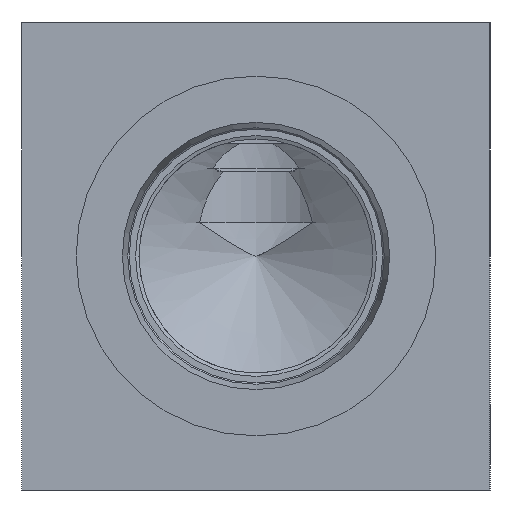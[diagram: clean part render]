
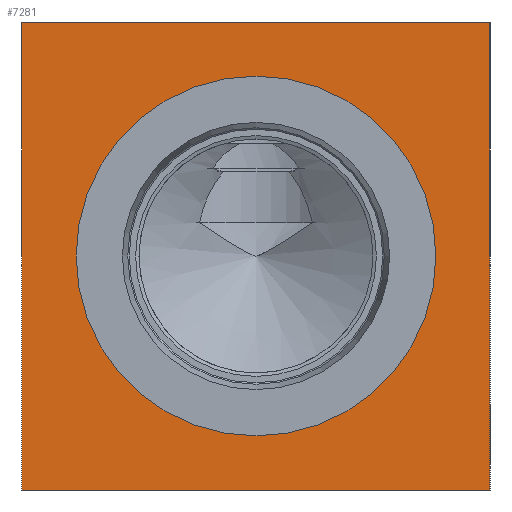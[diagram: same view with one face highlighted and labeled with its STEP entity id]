
A CAD part, left-side view. The second image highlights one B-rep face of the part: STEP entity #7281.
In plain terms, the highlighted planar face has unit normal (-1, 0, 0).
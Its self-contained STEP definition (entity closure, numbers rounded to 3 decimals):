
#151=CIRCLE('',#7640,29.286);
#152=CIRCLE('',#7641,29.286);
#199=FACE_BOUND('',#1312,.T.);
#905=FACE_OUTER_BOUND('',#1311,.T.);
#1311=EDGE_LOOP('',(#6370,#6371,#6372,#6373));
#1312=EDGE_LOOP('',(#6374,#6375));
#1579=LINE('',#11198,#2261);
#1999=LINE('',#12696,#2681);
#2000=LINE('',#12697,#2682);
#2001=LINE('',#12698,#2683);
#2261=VECTOR('',#8042,10.);
#2681=VECTOR('',#9044,10.);
#2682=VECTOR('',#9045,10.);
#2683=VECTOR('',#9046,10.);
#2983=VERTEX_POINT('',#11191);
#2986=VERTEX_POINT('',#11196);
#3352=VERTEX_POINT('',#12665);
#3353=VERTEX_POINT('',#12666);
#3362=VERTEX_POINT('',#12694);
#3363=VERTEX_POINT('',#12695);
#3810=EDGE_CURVE('',#2986,#2983,#1579,.T.);
#4357=EDGE_CURVE('',#3352,#3353,#151,.T.);
#4358=EDGE_CURVE('',#3353,#3352,#152,.T.);
#4371=EDGE_CURVE('',#3362,#3363,#1999,.T.);
#4372=EDGE_CURVE('',#3363,#2983,#2000,.T.);
#4373=EDGE_CURVE('',#3362,#2986,#2001,.T.);
#6370=ORIENTED_EDGE('',*,*,#4371,.T.);
#6371=ORIENTED_EDGE('',*,*,#4372,.T.);
#6372=ORIENTED_EDGE('',*,*,#3810,.F.);
#6373=ORIENTED_EDGE('',*,*,#4373,.F.);
#6374=ORIENTED_EDGE('',*,*,#4357,.T.);
#6375=ORIENTED_EDGE('',*,*,#4358,.T.);
#6615=PLANE('',#7654);
#7281=ADVANCED_FACE('',(#905,#199),#6615,.T.);
#7640=AXIS2_PLACEMENT_3D('',#12667,#9010,#9011);
#7641=AXIS2_PLACEMENT_3D('',#12668,#9012,#9013);
#7654=AXIS2_PLACEMENT_3D('',#12693,#9042,#9043);
#8042=DIRECTION('',(0.,-1.,0.));
#9010=DIRECTION('center_axis',(1.,0.,0.));
#9011=DIRECTION('ref_axis',(0.,0.,1.));
#9012=DIRECTION('center_axis',(1.,0.,0.));
#9013=DIRECTION('ref_axis',(0.,0.,1.));
#9042=DIRECTION('center_axis',(-1.,0.,0.));
#9043=DIRECTION('ref_axis',(0.,-1.,0.));
#9044=DIRECTION('',(0.,-1.,0.));
#9045=DIRECTION('',(0.,0.,1.));
#9046=DIRECTION('',(0.,0.,1.));
#11191=CARTESIAN_POINT('',(0.,0.,76.2));
#11196=CARTESIAN_POINT('',(0.,76.2,76.2));
#11198=CARTESIAN_POINT('',(0.,76.2,76.2));
#12665=CARTESIAN_POINT('',(0.,38.1,67.386));
#12666=CARTESIAN_POINT('',(0.,38.1,8.814));
#12667=CARTESIAN_POINT('Origin',(0.,38.1,38.1));
#12668=CARTESIAN_POINT('Origin',(0.,38.1,38.1));
#12693=CARTESIAN_POINT('Origin',(0.,76.2,0.));
#12694=CARTESIAN_POINT('',(0.,76.2,0.));
#12695=CARTESIAN_POINT('',(0.,0.,0.));
#12696=CARTESIAN_POINT('',(0.,76.2,0.));
#12697=CARTESIAN_POINT('',(0.,0.,0.));
#12698=CARTESIAN_POINT('',(0.,76.2,0.));
